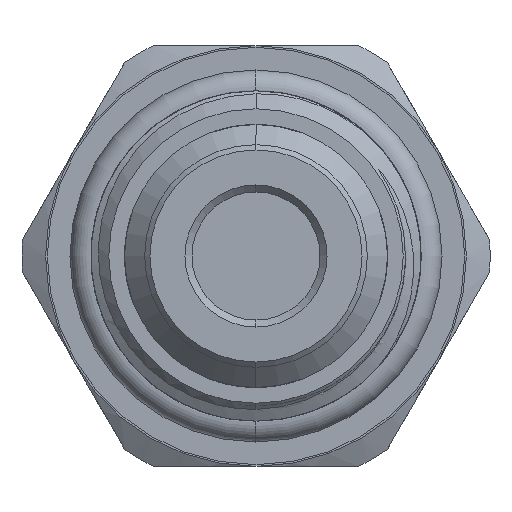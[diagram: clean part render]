
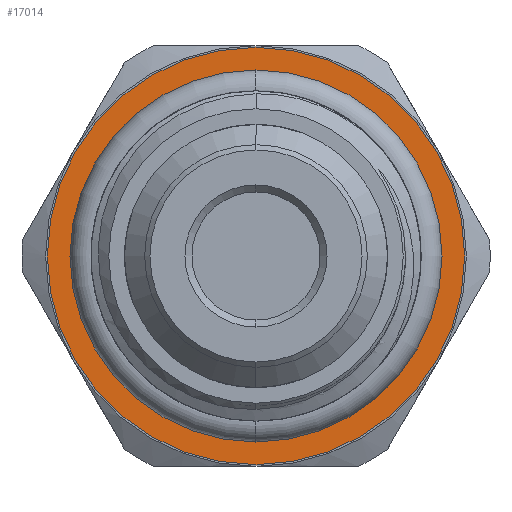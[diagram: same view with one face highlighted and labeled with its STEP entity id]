
A CAD part, left-side view. The second image highlights one B-rep face of the part: STEP entity #17014.
In plain terms, the highlighted planar face has unit normal (-1, 0, 0).
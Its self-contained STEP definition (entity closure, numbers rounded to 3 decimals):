
#3 = CARTESIAN_POINT ( 'NONE',  ( -3.674, 0., 11.9 ) ) ;
#14 = CARTESIAN_POINT ( 'NONE',  ( -3.674, 0., -8.895 ) ) ;
#2826 = CARTESIAN_POINT ( 'NONE',  ( -3.674, 0., 0. ) ) ;
#2827 = DIRECTION ( 'NONE',  ( -1., 0., 0. ) ) ;
#2829 = DIRECTION ( 'NONE',  ( 0., 0., 1. ) ) ;
#4534 = CARTESIAN_POINT ( 'NONE',  ( -3.674, 0., 0. ) ) ;
#4535 = DIRECTION ( 'NONE',  ( 1., 0., 0. ) ) ;
#4536 = DIRECTION ( 'NONE',  ( 0., 0., 1. ) ) ;
#4722 = CARTESIAN_POINT ( 'NONE',  ( -3.674, 0., -11.9 ) ) ;
#4914 = FACE_BOUND ( 'NONE', #9798, .T. ) ;
#4922 = FACE_OUTER_BOUND ( 'NONE', #9803, .T. ) ;
#5347 = CARTESIAN_POINT ( 'NONE',  ( -3.674, 0., 8.895 ) ) ;
#5754 = CARTESIAN_POINT ( 'NONE',  ( -3.674, 0., 0. ) ) ;
#5755 = DIRECTION ( 'NONE',  ( 1., 0., 0. ) ) ;
#5756 = DIRECTION ( 'NONE',  ( 0., 0., 1. ) ) ;
#5758 = CARTESIAN_POINT ( 'NONE',  ( -3.674, 0., 0. ) ) ;
#5759 = DIRECTION ( 'NONE',  ( -1., 0., 0. ) ) ;
#5760 = DIRECTION ( 'NONE',  ( 0., 0., 1. ) ) ;
#6775 = CIRCLE ( 'NONE', #10524, 11.9 ) ;
#6836 = CIRCLE ( 'NONE', #10521, 8.895 ) ;
#7252 = CIRCLE ( 'NONE', #11356, 11.9 ) ;
#7311 = CIRCLE ( 'NONE', #11339, 8.895 ) ;
#7792 = CARTESIAN_POINT ( 'NONE',  ( -3.674, 11.9, 0. ) ) ;
#7795 = PLANE ( 'NONE',  #10640 ) ;
#7797 = DIRECTION ( 'NONE',  ( -1., 0., 0. ) ) ;
#7798 = DIRECTION ( 'NONE',  ( 0., 0., 1. ) ) ;
#9509 = ORIENTED_EDGE ( 'NONE', *, *, #10882, .T. ) ;
#9523 = ORIENTED_EDGE ( 'NONE', *, *, #10461, .T. ) ;
#9642 = VERTEX_POINT ( 'NONE', #4722 ) ;
#9731 = VERTEX_POINT ( 'NONE', #3 ) ;
#9743 = VERTEX_POINT ( 'NONE', #14 ) ;
#9796 = ORIENTED_EDGE ( 'NONE', *, *, #10462, .T. ) ;
#9798 = EDGE_LOOP ( 'NONE', ( #9523, #9509 ) ) ;
#9803 = EDGE_LOOP ( 'NONE', ( #9796, #9841 ) ) ;
#9815 = VERTEX_POINT ( 'NONE', #5347 ) ;
#9841 = ORIENTED_EDGE ( 'NONE', *, *, #10918, .T. ) ;
#10461 = EDGE_CURVE ( 'NONE', #9815, #9743, #6836, .T. ) ;
#10462 = EDGE_CURVE ( 'NONE', #9731, #9642, #6775, .T. ) ;
#10521 = AXIS2_PLACEMENT_3D ( 'NONE', #5754, #5755, #5756 ) ;
#10524 = AXIS2_PLACEMENT_3D ( 'NONE', #5758, #5759, #5760 ) ;
#10640 = AXIS2_PLACEMENT_3D ( 'NONE', #7792, #7797, #7798 ) ;
#10882 = EDGE_CURVE ( 'NONE', #9743, #9815, #7311, .T. ) ;
#10918 = EDGE_CURVE ( 'NONE', #9642, #9731, #7252, .T. ) ;
#11339 = AXIS2_PLACEMENT_3D ( 'NONE', #4534, #4535, #4536 ) ;
#11356 = AXIS2_PLACEMENT_3D ( 'NONE', #2826, #2827, #2829 ) ;
#17014 = ADVANCED_FACE ( 'NONE', ( #4914, #4922 ), #7795, .T. ) ;
